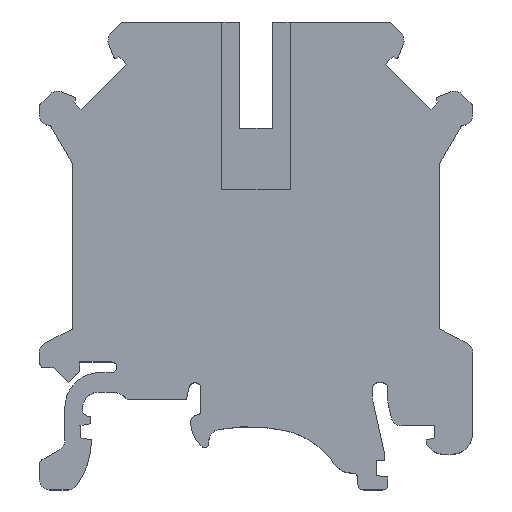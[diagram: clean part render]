
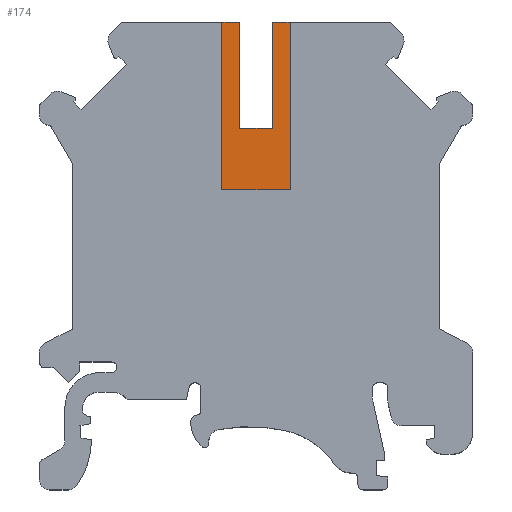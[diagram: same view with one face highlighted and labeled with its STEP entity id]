
A CAD part, top view. The second image highlights one B-rep face of the part: STEP entity #174.
In plain terms, the highlighted planar face has unit normal (0, 0, 1).
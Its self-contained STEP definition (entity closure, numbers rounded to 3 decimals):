
#174=ADVANCED_FACE('',(#1090),#1092,.T.);
#1090=FACE_BOUND('',#1091,.T.);
#1091=EDGE_LOOP('',(#2072,#2073,#2074,#2075,#2076,#2077,#2078,#2079));
#1092=PLANE('',#1093);
#1093=AXIS2_PLACEMENT_3D('',#1094,#1095,#1096);
#1094=CARTESIAN_POINT('',(0.,0.,1.55));
#1095=DIRECTION('',(0.,0.,1.));
#1096=DIRECTION('',(1.,0.,0.));
#2072=ORIENTED_EDGE('',*,*,#2631,.T.);
#2073=ORIENTED_EDGE('',*,*,#2632,.T.);
#2074=ORIENTED_EDGE('',*,*,#2208,.F.);
#2075=ORIENTED_EDGE('',*,*,#2591,.T.);
#2076=ORIENTED_EDGE('',*,*,#2616,.F.);
#2077=ORIENTED_EDGE('',*,*,#2627,.F.);
#2078=ORIENTED_EDGE('',*,*,#2585,.F.);
#2079=ORIENTED_EDGE('',*,*,#2633,.T.);
#2208=EDGE_CURVE('',#2665,#2667,#2668,.T.);
#2585=EDGE_CURVE('',#3316,#3318,#3319,.T.);
#2591=EDGE_CURVE('',#2665,#3329,#3330,.T.);
#2616=EDGE_CURVE('',#3356,#3329,#3358,.T.);
#2627=EDGE_CURVE('',#3318,#3356,#3369,.T.);
#2631=EDGE_CURVE('',#3371,#3373,#3375,.T.);
#2632=EDGE_CURVE('',#3373,#2667,#3376,.T.);
#2633=EDGE_CURVE('',#3316,#3371,#3377,.T.);
#2665=VERTEX_POINT('',#3429);
#2667=VERTEX_POINT('',#3433);
#2668=LINE('',#3434,#3435);
#3316=VERTEX_POINT('',#4934);
#3318=VERTEX_POINT('',#4938);
#3319=LINE('',#4939,#4940);
#3329=VERTEX_POINT('',#4963);
#3330=LINE('',#4964,#4965);
#3356=VERTEX_POINT('',#5038);
#3358=LINE('',#5042,#5043);
#3369=LINE('',#5075,#5076);
#3371=VERTEX_POINT('',#5081);
#3373=VERTEX_POINT('',#5085);
#3375=LINE('',#5089,#5090);
#3376=LINE('',#5092,#5093);
#3377=LINE('',#5095,#5096);
#3429=CARTESIAN_POINT('',(-89.759,0.,1.55));
#3433=CARTESIAN_POINT('',(-88.009,0.,1.55));
#3434=CARTESIAN_POINT('',(-89.759,0.,1.55));
#3435=VECTOR('',#3436,1.);
#3436=DIRECTION('',(1.,0.,0.));
#4934=CARTESIAN_POINT('',(-84.809,0.,1.55));
#4938=CARTESIAN_POINT('',(-83.059,0.,1.55));
#4939=CARTESIAN_POINT('',(-84.809,0.,1.55));
#4940=VECTOR('',#4941,1.);
#4941=DIRECTION('',(1.,0.,0.));
#4963=CARTESIAN_POINT('',(-89.759,-16.45,1.55));
#4964=CARTESIAN_POINT('',(-89.759,0.,1.55));
#4965=VECTOR('',#4966,1.);
#4966=DIRECTION('',(0.,-1.,0.));
#5038=CARTESIAN_POINT('',(-83.059,-16.45,1.55));
#5042=CARTESIAN_POINT('',(-83.059,-16.45,1.55));
#5043=VECTOR('',#5044,1.);
#5044=DIRECTION('',(-1.,0.,0.));
#5075=CARTESIAN_POINT('',(-83.059,0.,1.55));
#5076=VECTOR('',#5077,1.);
#5077=DIRECTION('',(0.,-1.,0.));
#5081=CARTESIAN_POINT('',(-84.809,-10.4,1.55));
#5085=CARTESIAN_POINT('',(-88.009,-10.4,1.55));
#5089=CARTESIAN_POINT('',(-84.809,-10.4,1.55));
#5090=VECTOR('',#5091,1.);
#5091=DIRECTION('',(-1.,0.,0.));
#5092=CARTESIAN_POINT('',(-88.009,-10.4,1.55));
#5093=VECTOR('',#5094,1.);
#5094=DIRECTION('',(0.,1.,0.));
#5095=CARTESIAN_POINT('',(-84.809,0.,1.55));
#5096=VECTOR('',#5097,1.);
#5097=DIRECTION('',(0.,-1.,0.));
